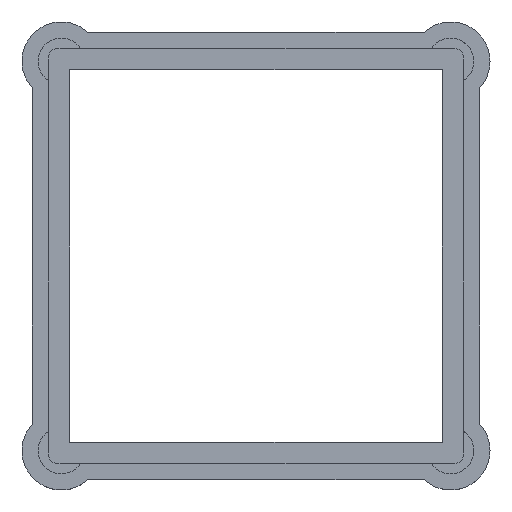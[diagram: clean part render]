
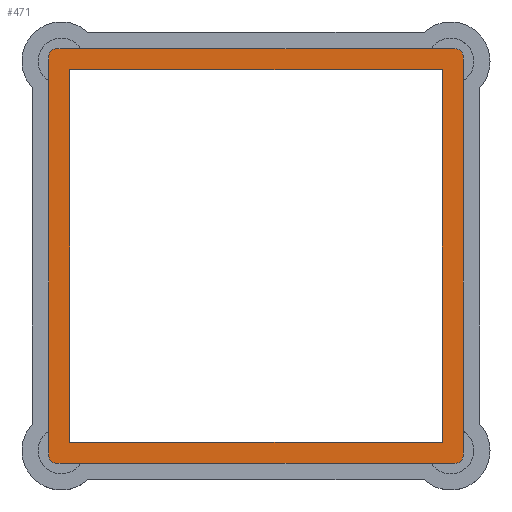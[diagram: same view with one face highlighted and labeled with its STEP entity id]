
A CAD part, top view. The second image highlights one B-rep face of the part: STEP entity #471.
In plain terms, the highlighted planar face has unit normal (0, 0, 1).
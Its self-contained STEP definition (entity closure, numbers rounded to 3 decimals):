
#5 = VERTEX_POINT ( 'NONE', #232 ) ;
#10 = VECTOR ( 'NONE', #933, 1000. ) ;
#16 = VERTEX_POINT ( 'NONE', #65 ) ;
#56 = VERTEX_POINT ( 'NONE', #985 ) ;
#60 = VERTEX_POINT ( 'NONE', #1125 ) ;
#63 = LINE ( 'NONE', #618, #286 ) ;
#65 = CARTESIAN_POINT ( 'NONE',  ( -50.05, -48.05, 0. ) ) ;
#91 = LINE ( 'NONE', #110, #529 ) ;
#110 = CARTESIAN_POINT ( 'NONE',  ( 50.05, 50.05, 0. ) ) ;
#140 = VERTEX_POINT ( 'NONE', #1041 ) ;
#143 = EDGE_CURVE ( 'NONE', #521, #755, #63, .T. ) ;
#154 = EDGE_CURVE ( 'NONE', #5, #379, #91, .T. ) ;
#156 = CARTESIAN_POINT ( 'NONE',  ( -45., 45., 0. ) ) ;
#197 = CARTESIAN_POINT ( 'NONE',  ( -47., -47., 0. ) ) ;
#210 = VECTOR ( 'NONE', #396, 1000. ) ;
#223 = EDGE_LOOP ( 'NONE', ( #601, #1156, #526, #584 ) ) ;
#232 = CARTESIAN_POINT ( 'NONE',  ( 50.05, -48.05, 0. ) ) ;
#233 = VERTEX_POINT ( 'NONE', #1063 ) ;
#234 = EDGE_CURVE ( 'NONE', #402, #1056, #1149, .T. ) ;
#267 = DIRECTION ( 'NONE',  ( 0., 0., 1. ) ) ;
#273 = EDGE_CURVE ( 'NONE', #16, #521, #395, .T. ) ;
#286 = VECTOR ( 'NONE', #629, 1000. ) ;
#324 = AXIS2_PLACEMENT_3D ( 'NONE', #893, #1071, #797 ) ;
#341 = DIRECTION ( 'NONE',  ( 0., 1., 0. ) ) ;
#344 = LINE ( 'NONE', #1145, #1067 ) ;
#361 = AXIS2_PLACEMENT_3D ( 'NONE', #197, #1199, #719 ) ;
#370 = ORIENTED_EDGE ( 'NONE', *, *, #143, .T. ) ;
#379 = VERTEX_POINT ( 'NONE', #473 ) ;
#385 = CARTESIAN_POINT ( 'NONE',  ( 45., 45., 0. ) ) ;
#395 = CIRCLE ( 'NONE', #324, 2. ) ;
#396 = DIRECTION ( 'NONE',  ( -1., 0., 0. ) ) ;
#399 = AXIS2_PLACEMENT_3D ( 'NONE', #911, #267, #813 ) ;
#402 = VERTEX_POINT ( 'NONE', #676 ) ;
#407 = ORIENTED_EDGE ( 'NONE', *, *, #696, .T. ) ;
#414 = EDGE_CURVE ( 'NONE', #60, #233, #1193, .T. ) ;
#436 = DIRECTION ( 'NONE',  ( 0., 0., 1. ) ) ;
#438 = VECTOR ( 'NONE', #1146, 1000. ) ;
#451 = LINE ( 'NONE', #1184, #901 ) ;
#471 = ADVANCED_FACE ( 'NONE', ( #1133, #639 ), #1045, .F. ) ;
#473 = CARTESIAN_POINT ( 'NONE',  ( 50.05, 48.05, 0. ) ) ;
#492 = CIRCLE ( 'NONE', #959, 2. ) ;
#510 = ORIENTED_EDGE ( 'NONE', *, *, #414, .T. ) ;
#521 = VERTEX_POINT ( 'NONE', #1135 ) ;
#526 = ORIENTED_EDGE ( 'NONE', *, *, #847, .T. ) ;
#529 = VECTOR ( 'NONE', #906, 1000. ) ;
#540 = EDGE_CURVE ( 'NONE', #1056, #697, #344, .T. ) ;
#584 = ORIENTED_EDGE ( 'NONE', *, *, #1161, .T. ) ;
#590 = CARTESIAN_POINT ( 'NONE',  ( 48.05, 48.05, 0. ) ) ;
#592 = CARTESIAN_POINT ( 'NONE',  ( -50.05, 50.05, 0. ) ) ;
#601 = ORIENTED_EDGE ( 'NONE', *, *, #234, .T. ) ;
#607 = ORIENTED_EDGE ( 'NONE', *, *, #935, .T. ) ;
#618 = CARTESIAN_POINT ( 'NONE',  ( -50.05, -50.05, 0. ) ) ;
#629 = DIRECTION ( 'NONE',  ( 1., 0., 0. ) ) ;
#630 = DIRECTION ( 'NONE',  ( -1., 0., 0. ) ) ;
#631 = ORIENTED_EDGE ( 'NONE', *, *, #941, .T. ) ;
#639 = FACE_OUTER_BOUND ( 'NONE', #785, .T. ) ;
#654 = VECTOR ( 'NONE', #341, 1000. ) ;
#676 = CARTESIAN_POINT ( 'NONE',  ( -45., -45., 0. ) ) ;
#685 = DIRECTION ( 'NONE',  ( 1., 0., 0. ) ) ;
#696 = EDGE_CURVE ( 'NONE', #755, #5, #902, .T. ) ;
#697 = VERTEX_POINT ( 'NONE', #976 ) ;
#700 = DIRECTION ( 'NONE',  ( -1., 0., 0. ) ) ;
#711 = CIRCLE ( 'NONE', #399, 2. ) ;
#719 = DIRECTION ( 'NONE',  ( -1., 0., 0. ) ) ;
#735 = CARTESIAN_POINT ( 'NONE',  ( -45., 45., 0. ) ) ;
#755 = VERTEX_POINT ( 'NONE', #1030 ) ;
#785 = EDGE_LOOP ( 'NONE', ( #607, #1099, #370, #407, #798, #631, #510, #915 ) ) ;
#797 = DIRECTION ( 'NONE',  ( -1., 0., 0. ) ) ;
#798 = ORIENTED_EDGE ( 'NONE', *, *, #154, .T. ) ;
#813 = DIRECTION ( 'NONE',  ( -1., 0., 0. ) ) ;
#847 = EDGE_CURVE ( 'NONE', #697, #140, #993, .T. ) ;
#893 = CARTESIAN_POINT ( 'NONE',  ( -48.05, -48.05, 0. ) ) ;
#901 = VECTOR ( 'NONE', #630, 1000. ) ;
#902 = CIRCLE ( 'NONE', #925, 2. ) ;
#906 = DIRECTION ( 'NONE',  ( 0., 1., 0. ) ) ;
#911 = CARTESIAN_POINT ( 'NONE',  ( -48.05, 48.05, 0. ) ) ;
#914 = LINE ( 'NONE', #592, #438 ) ;
#915 = ORIENTED_EDGE ( 'NONE', *, *, #1127, .T. ) ;
#925 = AXIS2_PLACEMENT_3D ( 'NONE', #1083, #436, #700 ) ;
#933 = DIRECTION ( 'NONE',  ( 0., -1., 0. ) ) ;
#935 = EDGE_CURVE ( 'NONE', #56, #16, #914, .T. ) ;
#941 = EDGE_CURVE ( 'NONE', #379, #60, #492, .T. ) ;
#959 = AXIS2_PLACEMENT_3D ( 'NONE', #590, #1142, #1042 ) ;
#976 = CARTESIAN_POINT ( 'NONE',  ( 45., 45., 0. ) ) ;
#985 = CARTESIAN_POINT ( 'NONE',  ( -50.05, 48.05, 0. ) ) ;
#993 = LINE ( 'NONE', #385, #10 ) ;
#1030 = CARTESIAN_POINT ( 'NONE',  ( 48.05, -50.05, 0. ) ) ;
#1041 = CARTESIAN_POINT ( 'NONE',  ( 45., -45., 0. ) ) ;
#1042 = DIRECTION ( 'NONE',  ( -1., 0., 0. ) ) ;
#1045 = PLANE ( 'NONE',  #361 ) ;
#1056 = VERTEX_POINT ( 'NONE', #735 ) ;
#1063 = CARTESIAN_POINT ( 'NONE',  ( -48.05, 50.05, 0. ) ) ;
#1067 = VECTOR ( 'NONE', #685, 1000. ) ;
#1071 = DIRECTION ( 'NONE',  ( 0., 0., 1. ) ) ;
#1083 = CARTESIAN_POINT ( 'NONE',  ( 48.05, -48.05, 0. ) ) ;
#1092 = CARTESIAN_POINT ( 'NONE',  ( -50.05, 50.05, 0. ) ) ;
#1099 = ORIENTED_EDGE ( 'NONE', *, *, #273, .T. ) ;
#1125 = CARTESIAN_POINT ( 'NONE',  ( 48.05, 50.05, 0. ) ) ;
#1127 = EDGE_CURVE ( 'NONE', #233, #56, #711, .T. ) ;
#1133 = FACE_BOUND ( 'NONE', #223, .T. ) ;
#1135 = CARTESIAN_POINT ( 'NONE',  ( -48.05, -50.05, 0. ) ) ;
#1142 = DIRECTION ( 'NONE',  ( 0., 0., 1. ) ) ;
#1145 = CARTESIAN_POINT ( 'NONE',  ( 45., 45., 0. ) ) ;
#1146 = DIRECTION ( 'NONE',  ( 0., -1., 0. ) ) ;
#1149 = LINE ( 'NONE', #156, #654 ) ;
#1156 = ORIENTED_EDGE ( 'NONE', *, *, #540, .T. ) ;
#1161 = EDGE_CURVE ( 'NONE', #140, #402, #451, .T. ) ;
#1184 = CARTESIAN_POINT ( 'NONE',  ( 45., -45., 0. ) ) ;
#1193 = LINE ( 'NONE', #1092, #210 ) ;
#1199 = DIRECTION ( 'NONE',  ( 0., 0., -1. ) ) ;
